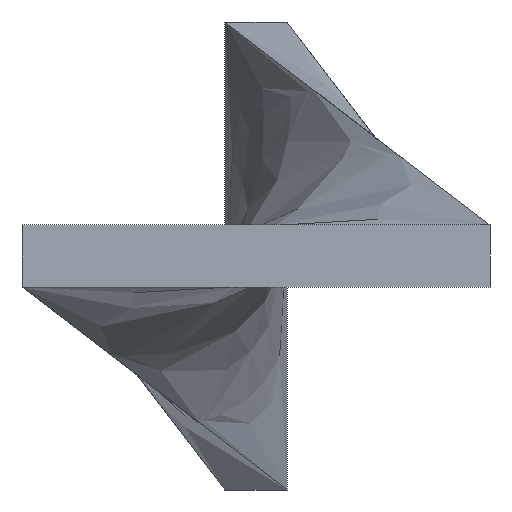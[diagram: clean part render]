
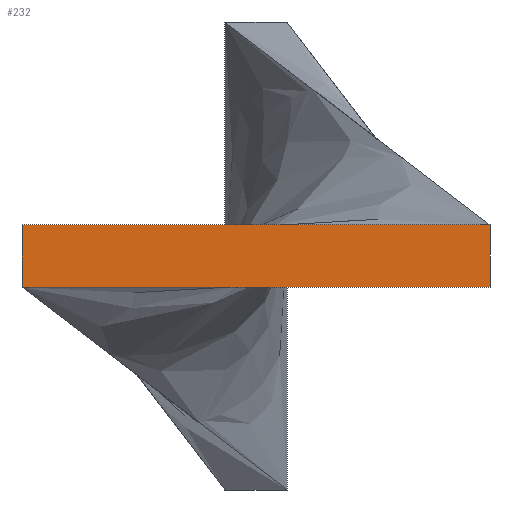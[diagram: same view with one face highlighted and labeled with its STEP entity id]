
A CAD part, left-side view. The second image highlights one B-rep face of the part: STEP entity #232.
In plain terms, the highlighted planar face has unit normal (-1, 0, 0).
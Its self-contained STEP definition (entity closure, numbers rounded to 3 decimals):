
#208=AXIS2_PLACEMENT_3D('Plane Axis2P3D',#205,#206,#207) ;
#176=CARTESIAN_POINT('Vertex',(-100.,0.,20.)) ;
#190=CARTESIAN_POINT('Vertex',(-100.,150.,20.)) ;
#193=CARTESIAN_POINT('Line Origine',(-100.,75.,20.)) ;
#205=CARTESIAN_POINT('Axis2P3D Location',(-100.,0.,0.)) ;
#211=CARTESIAN_POINT('Control Point',(-100.,150.,0.)) ;
#212=CARTESIAN_POINT('Control Point',(-100.,150.,20.)) ;
#213=CARTESIAN_POINT('Vertex',(-100.,150.,0.)) ;
#217=CARTESIAN_POINT('Control Point',(-100.,0.,0.)) ;
#218=CARTESIAN_POINT('Control Point',(-100.,150.,0.)) ;
#219=CARTESIAN_POINT('Vertex',(-100.,0.,0.)) ;
#223=CARTESIAN_POINT('Control Point',(-100.,0.,20.)) ;
#224=CARTESIAN_POINT('Control Point',(-100.,0.,0.)) ;
#194=DIRECTION('Vector Direction',(0.,-1.,0.)) ;
#206=DIRECTION('Axis2P3D Direction',(-1.,0.,0.)) ;
#207=DIRECTION('Axis2P3D XDirection',(0.,-1.,0.)) ;
#195=VECTOR('Line Direction',#194,1.) ;
#227=ORIENTED_EDGE('',*,*,#197,.T.) ;
#228=ORIENTED_EDGE('',*,*,#215,.T.) ;
#229=ORIENTED_EDGE('',*,*,#221,.T.) ;
#230=ORIENTED_EDGE('',*,*,#225,.T.) ;
#232=ADVANCED_FACE('',(#231),#209,.T.) ;
#210=B_SPLINE_CURVE_WITH_KNOTS('',1,(#211,#212),.UNSPECIFIED.,.F.,.U.,(2,2),(0.,20.),.UNSPECIFIED.) ;
#216=B_SPLINE_CURVE_WITH_KNOTS('',1,(#217,#218),.UNSPECIFIED.,.F.,.U.,(2,2),(0.,150.),.UNSPECIFIED.) ;
#222=B_SPLINE_CURVE_WITH_KNOTS('',1,(#223,#224),.UNSPECIFIED.,.F.,.U.,(2,2),(0.,20.),.UNSPECIFIED.) ;
#197=EDGE_CURVE('',#177,#191,#196,.F.) ;
#215=EDGE_CURVE('',#191,#214,#210,.F.) ;
#221=EDGE_CURVE('',#214,#220,#216,.F.) ;
#225=EDGE_CURVE('',#220,#177,#222,.F.) ;
#226=EDGE_LOOP('',(#227,#228,#229,#230)) ;
#231=FACE_OUTER_BOUND('',#226,.T.) ;
#196=LINE('Line',#193,#195) ;
#209=PLANE('Plane',#208) ;
#177=VERTEX_POINT('',#176) ;
#191=VERTEX_POINT('',#190) ;
#214=VERTEX_POINT('',#213) ;
#220=VERTEX_POINT('',#219) ;
